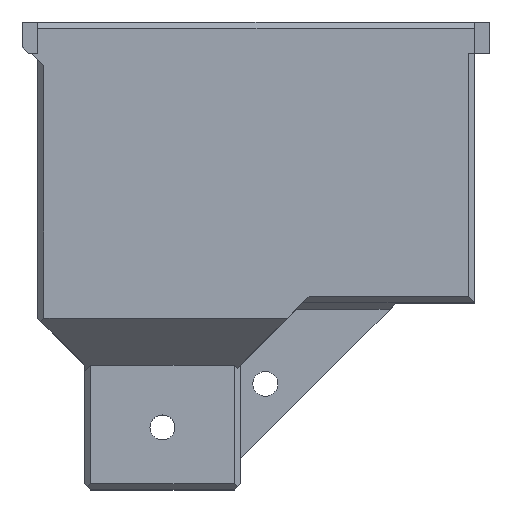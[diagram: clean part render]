
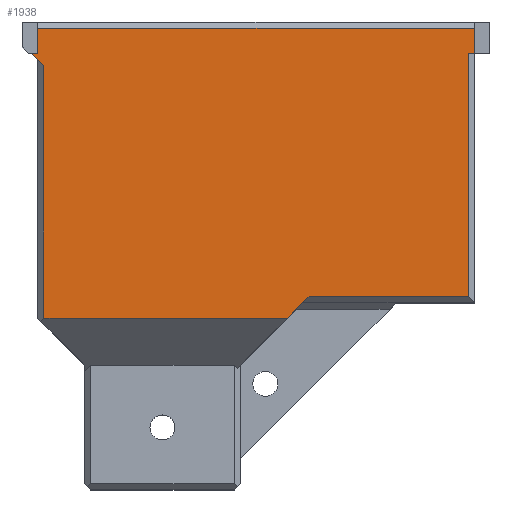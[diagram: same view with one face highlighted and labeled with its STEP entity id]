
A CAD part, top view. The second image highlights one B-rep face of the part: STEP entity #1938.
In plain terms, the highlighted planar face has unit normal (0, 0, 1).
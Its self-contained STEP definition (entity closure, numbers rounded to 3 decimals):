
#34 = CARTESIAN_POINT ( 'NONE',  ( -25.341, 5., 33.861 ) ) ;
#90 = DIRECTION ( 'NONE',  ( -0.707, -0.707, 0. ) ) ;
#132 = VERTEX_POINT ( 'NONE', #3218 ) ;
#145 = LINE ( 'NONE', #2284, #424 ) ;
#147 = LINE ( 'NONE', #1373, #2887 ) ;
#186 = DIRECTION ( 'NONE',  ( 0., 0., -1. ) ) ;
#198 = EDGE_CURVE ( 'NONE', #3080, #643, #3090, .T. ) ;
#214 = LINE ( 'NONE', #1158, #1660 ) ;
#308 = VERTEX_POINT ( 'NONE', #883 ) ;
#348 = ORIENTED_EDGE ( 'NONE', *, *, #198, .F. ) ;
#424 = VECTOR ( 'NONE', #978, 1000. ) ;
#643 = VERTEX_POINT ( 'NONE', #682 ) ;
#648 = ORIENTED_EDGE ( 'NONE', *, *, #3060, .T. ) ;
#682 = CARTESIAN_POINT ( 'NONE',  ( -55.341, -2.5, 33.861 ) ) ;
#689 = VECTOR ( 'NONE', #2403, 1000. ) ;
#698 = CARTESIAN_POINT ( 'NONE',  ( -51.841, 1., 33.861 ) ) ;
#741 = EDGE_CURVE ( 'NONE', #1250, #2770, #3068, .T. ) ;
#784 = CARTESIAN_POINT ( 'NONE',  ( -94.341, 5., 33.861 ) ) ;
#805 = AXIS2_PLACEMENT_3D ( 'NONE', #2004, #186, #1796 ) ;
#853 = DIRECTION ( 'NONE',  ( 1., 0., 0. ) ) ;
#867 = VECTOR ( 'NONE', #1308, 1000. ) ;
#883 = CARTESIAN_POINT ( 'NONE',  ( -95.341, 44., 33.861 ) ) ;
#925 = CARTESIAN_POINT ( 'NONE',  ( -25.341, 44., 33.861 ) ) ;
#971 = ORIENTED_EDGE ( 'NONE', *, *, #1238, .T. ) ;
#978 = DIRECTION ( 'NONE',  ( 0., 1., 0. ) ) ;
#1141 = FACE_OUTER_BOUND ( 'NONE', #2071, .T. ) ;
#1158 = CARTESIAN_POINT ( 'NONE',  ( -95.341, 5., 33.861 ) ) ;
#1238 = EDGE_CURVE ( 'NONE', #2291, #1250, #2803, .T. ) ;
#1250 = VERTEX_POINT ( 'NONE', #1578 ) ;
#1251 = LINE ( 'NONE', #2823, #2049 ) ;
#1257 = VECTOR ( 'NONE', #2646, 1000. ) ;
#1281 = DIRECTION ( 'NONE',  ( 1., 0., 0. ) ) ;
#1306 = ORIENTED_EDGE ( 'NONE', *, *, #2906, .T. ) ;
#1308 = DIRECTION ( 'NONE',  ( 0., -1., 0. ) ) ;
#1373 = CARTESIAN_POINT ( 'NONE',  ( -95.341, -2.5, 33.861 ) ) ;
#1380 = LINE ( 'NONE', #1640, #689 ) ;
#1417 = VERTEX_POINT ( 'NONE', #925 ) ;
#1578 = CARTESIAN_POINT ( 'NONE',  ( -94.341, 38., 33.861 ) ) ;
#1612 = LINE ( 'NONE', #3036, #1936 ) ;
#1640 = CARTESIAN_POINT ( 'NONE',  ( -95.341, 44., 33.861 ) ) ;
#1660 = VECTOR ( 'NONE', #1688, 1000. ) ;
#1664 = ORIENTED_EDGE ( 'NONE', *, *, #2204, .F. ) ;
#1688 = DIRECTION ( 'NONE',  ( 0., -1., 0. ) ) ;
#1757 = CARTESIAN_POINT ( 'NONE',  ( -94.341, -2.5, 33.861 ) ) ;
#1792 = EDGE_CURVE ( 'NONE', #1417, #308, #1380, .T. ) ;
#1796 = DIRECTION ( 'NONE',  ( -1., 0., 0. ) ) ;
#1852 = ORIENTED_EDGE ( 'NONE', *, *, #3341, .T. ) ;
#1873 = DIRECTION ( 'NONE',  ( 0., -1., 0. ) ) ;
#1936 = VECTOR ( 'NONE', #2252, 1000. ) ;
#1938 = ADVANCED_FACE ( 'NONE', ( #1141 ), #3304, .F. ) ;
#2004 = CARTESIAN_POINT ( 'NONE',  ( -95.341, 5., 33.861 ) ) ;
#2010 = EDGE_CURVE ( 'NONE', #3034, #2807, #145, .T. ) ;
#2049 = VECTOR ( 'NONE', #1281, 1000. ) ;
#2071 = EDGE_LOOP ( 'NONE', ( #348, #1306, #2860, #648, #1664, #2614, #2224, #3183, #971, #2197, #1852 ) ) ;
#2102 = CARTESIAN_POINT ( 'NONE',  ( -95.341, 40., 33.861 ) ) ;
#2189 = VERTEX_POINT ( 'NONE', #2102 ) ;
#2197 = ORIENTED_EDGE ( 'NONE', *, *, #741, .T. ) ;
#2204 = EDGE_CURVE ( 'NONE', #1417, #132, #2878, .T. ) ;
#2224 = ORIENTED_EDGE ( 'NONE', *, *, #2739, .T. ) ;
#2252 = DIRECTION ( 'NONE',  ( 1., 0., 0. ) ) ;
#2284 = CARTESIAN_POINT ( 'NONE',  ( -26.341, 5., 33.861 ) ) ;
#2291 = VERTEX_POINT ( 'NONE', #2814 ) ;
#2348 = VECTOR ( 'NONE', #1873, 1000. ) ;
#2403 = DIRECTION ( 'NONE',  ( -1., 0., 0. ) ) ;
#2545 = CARTESIAN_POINT ( 'NONE',  ( -26.341, 40., 33.861 ) ) ;
#2554 = VECTOR ( 'NONE', #853, 1000. ) ;
#2574 = CARTESIAN_POINT ( 'NONE',  ( -78.341, 22., 33.861 ) ) ;
#2614 = ORIENTED_EDGE ( 'NONE', *, *, #1792, .T. ) ;
#2643 = VECTOR ( 'NONE', #90, 1000. ) ;
#2646 = DIRECTION ( 'NONE',  ( 0.707, -0.707, 0. ) ) ;
#2686 = CARTESIAN_POINT ( 'NONE',  ( 0., 40., 33.861 ) ) ;
#2739 = EDGE_CURVE ( 'NONE', #308, #2189, #214, .T. ) ;
#2770 = VERTEX_POINT ( 'NONE', #1757 ) ;
#2778 = CARTESIAN_POINT ( 'NONE',  ( -26.341, 1., 33.861 ) ) ;
#2803 = LINE ( 'NONE', #2574, #1257 ) ;
#2807 = VERTEX_POINT ( 'NONE', #2545 ) ;
#2814 = CARTESIAN_POINT ( 'NONE',  ( -96.341, 40., 33.861 ) ) ;
#2823 = CARTESIAN_POINT ( 'NONE',  ( -95.341, 1., 33.861 ) ) ;
#2849 = LINE ( 'NONE', #2686, #2554 ) ;
#2860 = ORIENTED_EDGE ( 'NONE', *, *, #2010, .T. ) ;
#2878 = LINE ( 'NONE', #34, #2348 ) ;
#2887 = VECTOR ( 'NONE', #3213, 1000. ) ;
#2906 = EDGE_CURVE ( 'NONE', #3080, #3034, #1251, .T. ) ;
#3034 = VERTEX_POINT ( 'NONE', #2778 ) ;
#3036 = CARTESIAN_POINT ( 'NONE',  ( -95.341, 40., 33.861 ) ) ;
#3060 = EDGE_CURVE ( 'NONE', #2807, #132, #1612, .T. ) ;
#3068 = LINE ( 'NONE', #784, #867 ) ;
#3080 = VERTEX_POINT ( 'NONE', #698 ) ;
#3090 = LINE ( 'NONE', #3263, #2643 ) ;
#3183 = ORIENTED_EDGE ( 'NONE', *, *, #3229, .F. ) ;
#3213 = DIRECTION ( 'NONE',  ( 1., 0., 0. ) ) ;
#3218 = CARTESIAN_POINT ( 'NONE',  ( -25.341, 40., 33.861 ) ) ;
#3229 = EDGE_CURVE ( 'NONE', #2291, #2189, #2849, .T. ) ;
#3263 = CARTESIAN_POINT ( 'NONE',  ( -71.591, -18.75, 33.861 ) ) ;
#3304 = PLANE ( 'NONE',  #805 ) ;
#3341 = EDGE_CURVE ( 'NONE', #2770, #643, #147, .T. ) ;
